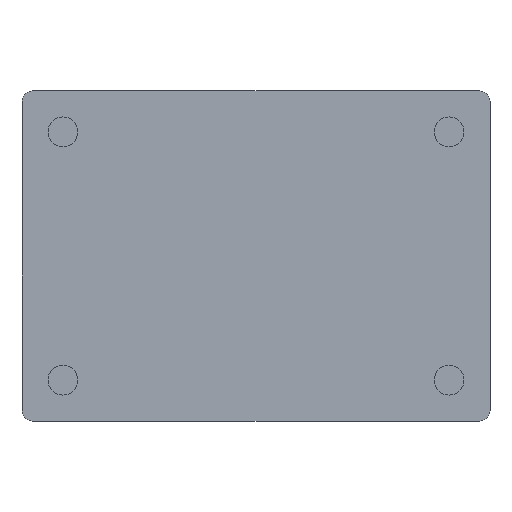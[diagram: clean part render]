
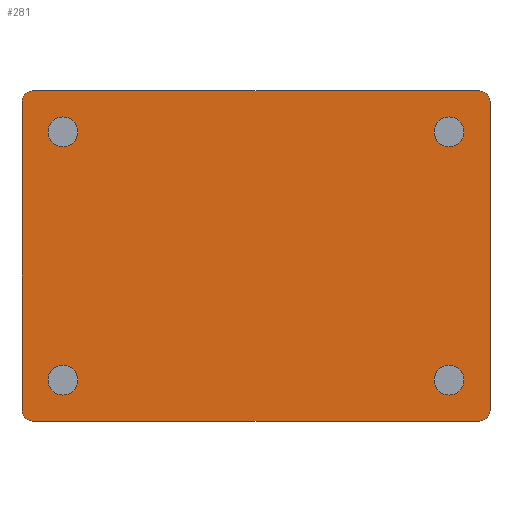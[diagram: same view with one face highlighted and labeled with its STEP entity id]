
A CAD part, top view. The second image highlights one B-rep face of the part: STEP entity #281.
In plain terms, the highlighted planar face has unit normal (0, 0, 1).
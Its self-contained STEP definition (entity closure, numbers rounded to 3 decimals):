
#15=FACE_BOUND('',#64,.T.);
#16=FACE_BOUND('',#65,.T.);
#17=FACE_BOUND('',#66,.T.);
#18=FACE_BOUND('',#67,.T.);
#27=PLANE('',#329);
#45=FACE_OUTER_BOUND('',#63,.T.);
#63=EDGE_LOOP('',(#237,#238,#239,#240,#241,#242,#243,#244));
#64=EDGE_LOOP('',(#245));
#65=EDGE_LOOP('',(#246));
#66=EDGE_LOOP('',(#247));
#67=EDGE_LOOP('',(#248));
#75=LINE('',#457,#95);
#79=LINE('',#469,#99);
#83=LINE('',#481,#103);
#87=LINE('',#493,#107);
#95=VECTOR('',#373,10.);
#99=VECTOR('',#385,10.);
#103=VECTOR('',#397,10.);
#107=VECTOR('',#409,10.);
#109=CIRCLE('',#298,2.75);
#111=CIRCLE('',#302,2.75);
#113=CIRCLE('',#306,2.75);
#115=CIRCLE('',#310,2.75);
#118=CIRCLE('',#316,2.);
#120=CIRCLE('',#320,2.);
#122=CIRCLE('',#324,2.);
#124=CIRCLE('',#328,2.);
#125=VERTEX_POINT('',#423);
#127=VERTEX_POINT('',#430);
#129=VERTEX_POINT('',#437);
#131=VERTEX_POINT('',#444);
#135=VERTEX_POINT('',#454);
#136=VERTEX_POINT('',#456);
#138=VERTEX_POINT('',#462);
#140=VERTEX_POINT('',#468);
#142=VERTEX_POINT('',#474);
#144=VERTEX_POINT('',#480);
#146=VERTEX_POINT('',#486);
#148=VERTEX_POINT('',#492);
#149=EDGE_CURVE('',#125,#125,#109,.T.);
#152=EDGE_CURVE('',#127,#127,#111,.T.);
#155=EDGE_CURVE('',#129,#129,#113,.T.);
#158=EDGE_CURVE('',#131,#131,#115,.T.);
#163=EDGE_CURVE('',#136,#135,#75,.T.);
#166=EDGE_CURVE('',#138,#136,#118,.T.);
#169=EDGE_CURVE('',#140,#138,#79,.T.);
#172=EDGE_CURVE('',#142,#140,#120,.T.);
#175=EDGE_CURVE('',#144,#142,#83,.T.);
#178=EDGE_CURVE('',#146,#144,#122,.T.);
#181=EDGE_CURVE('',#148,#146,#87,.T.);
#184=EDGE_CURVE('',#135,#148,#124,.T.);
#237=ORIENTED_EDGE('',*,*,#184,.T.);
#238=ORIENTED_EDGE('',*,*,#181,.T.);
#239=ORIENTED_EDGE('',*,*,#178,.T.);
#240=ORIENTED_EDGE('',*,*,#175,.T.);
#241=ORIENTED_EDGE('',*,*,#172,.T.);
#242=ORIENTED_EDGE('',*,*,#169,.T.);
#243=ORIENTED_EDGE('',*,*,#166,.T.);
#244=ORIENTED_EDGE('',*,*,#163,.T.);
#245=ORIENTED_EDGE('',*,*,#149,.T.);
#246=ORIENTED_EDGE('',*,*,#152,.T.);
#247=ORIENTED_EDGE('',*,*,#155,.T.);
#248=ORIENTED_EDGE('',*,*,#158,.T.);
#281=ADVANCED_FACE('',(#45,#15,#16,#17,#18),#27,.T.);
#298=AXIS2_PLACEMENT_3D('',#424,#335,#336);
#302=AXIS2_PLACEMENT_3D('',#431,#344,#345);
#306=AXIS2_PLACEMENT_3D('',#438,#353,#354);
#310=AXIS2_PLACEMENT_3D('',#445,#362,#363);
#316=AXIS2_PLACEMENT_3D('',#463,#379,#380);
#320=AXIS2_PLACEMENT_3D('',#475,#391,#392);
#324=AXIS2_PLACEMENT_3D('',#487,#403,#404);
#328=AXIS2_PLACEMENT_3D('',#497,#415,#416);
#329=AXIS2_PLACEMENT_3D('',#498,#417,#418);
#335=DIRECTION('center_axis',(0.,0.,-1.));
#336=DIRECTION('ref_axis',(-1.,0.,0.));
#344=DIRECTION('center_axis',(0.,0.,-1.));
#345=DIRECTION('ref_axis',(-1.,0.,0.));
#353=DIRECTION('center_axis',(0.,0.,-1.));
#354=DIRECTION('ref_axis',(-1.,0.,0.));
#362=DIRECTION('center_axis',(0.,0.,-1.));
#363=DIRECTION('ref_axis',(-1.,0.,0.));
#373=DIRECTION('',(0.,-1.,0.));
#379=DIRECTION('center_axis',(0.,0.,1.));
#380=DIRECTION('ref_axis',(0.,1.,0.));
#385=DIRECTION('',(-1.,0.,0.));
#391=DIRECTION('center_axis',(0.,0.,1.));
#392=DIRECTION('ref_axis',(1.,0.,0.));
#397=DIRECTION('',(0.,1.,0.));
#403=DIRECTION('center_axis',(0.,0.,1.));
#404=DIRECTION('ref_axis',(0.,-1.,0.));
#409=DIRECTION('',(1.,0.,0.));
#415=DIRECTION('center_axis',(0.,0.,1.));
#416=DIRECTION('ref_axis',(-1.,0.,0.));
#417=DIRECTION('center_axis',(0.,0.,1.));
#418=DIRECTION('ref_axis',(1.,0.,0.));
#423=CARTESIAN_POINT('',(-32.81,-22.86,5.));
#424=CARTESIAN_POINT('Origin',(-35.56,-22.86,5.));
#430=CARTESIAN_POINT('',(-32.81,22.86,5.));
#431=CARTESIAN_POINT('Origin',(-35.56,22.86,5.));
#437=CARTESIAN_POINT('',(38.31,-22.86,5.));
#438=CARTESIAN_POINT('Origin',(35.56,-22.86,5.));
#444=CARTESIAN_POINT('',(38.31,22.86,5.));
#445=CARTESIAN_POINT('Origin',(35.56,22.86,5.));
#454=CARTESIAN_POINT('',(-43.1,-28.4,5.));
#456=CARTESIAN_POINT('',(-43.1,28.4,5.));
#457=CARTESIAN_POINT('',(-43.1,-28.4,5.));
#462=CARTESIAN_POINT('',(-41.1,30.4,5.));
#463=CARTESIAN_POINT('Origin',(-41.1,28.4,5.));
#468=CARTESIAN_POINT('',(41.1,30.4,5.));
#469=CARTESIAN_POINT('',(-41.1,30.4,5.));
#474=CARTESIAN_POINT('',(43.1,28.4,5.));
#475=CARTESIAN_POINT('Origin',(41.1,28.4,5.));
#480=CARTESIAN_POINT('',(43.1,-28.4,5.));
#481=CARTESIAN_POINT('',(43.1,28.4,5.));
#486=CARTESIAN_POINT('',(41.1,-30.4,5.));
#487=CARTESIAN_POINT('Origin',(41.1,-28.4,5.));
#492=CARTESIAN_POINT('',(-41.1,-30.4,5.));
#493=CARTESIAN_POINT('',(41.1,-30.4,5.));
#497=CARTESIAN_POINT('Origin',(-41.1,-28.4,5.));
#498=CARTESIAN_POINT('Origin',(0.,0.,5.));
